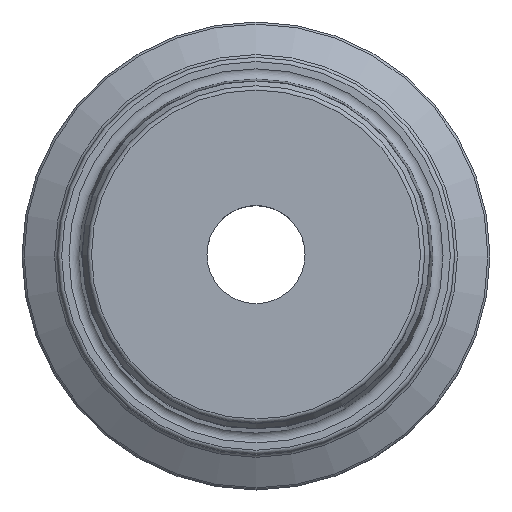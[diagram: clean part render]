
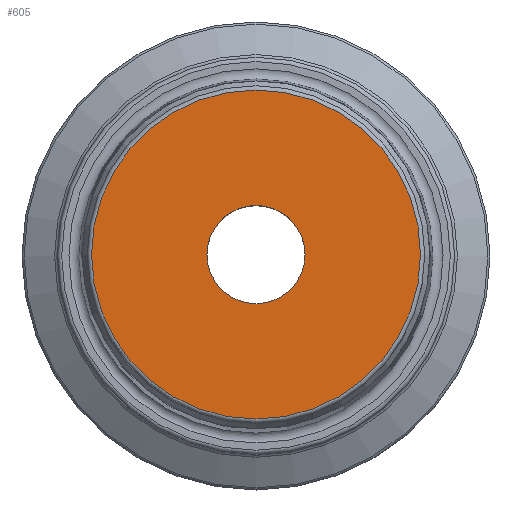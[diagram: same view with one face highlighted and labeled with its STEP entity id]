
A CAD part, top view. The second image highlights one B-rep face of the part: STEP entity #605.
In plain terms, the highlighted planar face has unit normal (0, 0, 1).
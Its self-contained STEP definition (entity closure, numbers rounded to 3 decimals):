
#57=PLANE('',#652);
#79=ORIENTED_EDGE('',*,*,#162,.T.);
#80=ORIENTED_EDGE('',*,*,#157,.T.);
#157=EDGE_CURVE('',#199,#199,#235,.T.);
#162=EDGE_CURVE('',#204,#204,#240,.T.);
#199=VERTEX_POINT('',#854);
#204=VERTEX_POINT('',#867);
#235=CIRCLE('',#645,11.6);
#240=CIRCLE('',#653,3.459);
#269=EDGE_LOOP('',(#79));
#270=EDGE_LOOP('',(#80));
#325=FACE_BOUND('',#269,.T.);
#326=FACE_BOUND('',#270,.T.);
#605=ADVANCED_FACE('',(#325,#326),#57,.T.);
#645=AXIS2_PLACEMENT_3D('',#853,#720,#721);
#652=AXIS2_PLACEMENT_3D('',#865,#734,#735);
#653=AXIS2_PLACEMENT_3D('',#866,#736,#737);
#720=DIRECTION('',(0.,0.,1.));
#721=DIRECTION('',(1.,0.,0.));
#734=DIRECTION('',(0.,0.,1.));
#735=DIRECTION('',(1.,0.,0.));
#736=DIRECTION('',(0.,0.,-1.));
#737=DIRECTION('',(0.,-1.,0.));
#853=CARTESIAN_POINT('',(0.,0.,60.5));
#854=CARTESIAN_POINT('',(11.6,0.,60.5));
#865=CARTESIAN_POINT('',(0.,0.,60.5));
#866=CARTESIAN_POINT('',(0.,0.,60.5));
#867=CARTESIAN_POINT('',(0.,-3.459,60.5));
